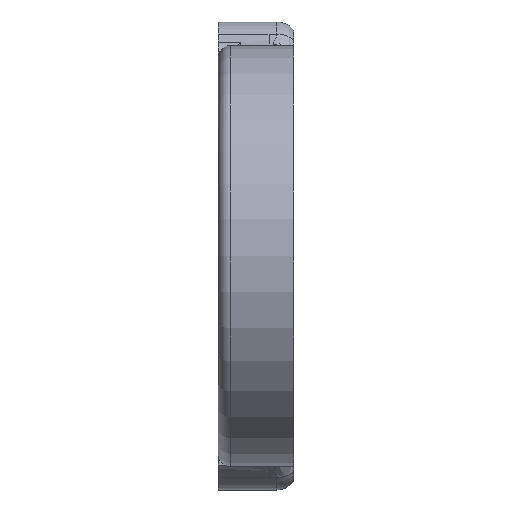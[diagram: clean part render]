
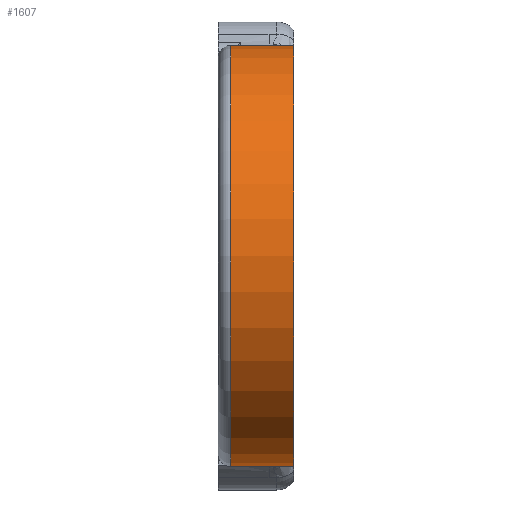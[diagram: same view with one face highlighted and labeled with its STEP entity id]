
A CAD part, left-side view. The second image highlights one B-rep face of the part: STEP entity #1607.
In plain terms, the highlighted cylindrical face has radius 17 mm (diameter 34 mm), a partial arc.
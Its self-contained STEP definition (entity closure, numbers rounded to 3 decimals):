
#54 = DIRECTION ( 'NONE',  ( 0., -1., 0. ) ) ;
#449 = CARTESIAN_POINT ( 'NONE',  ( 14.2, -38.1, 0. ) ) ;
#631 = CIRCLE ( 'NONE', #1976, 17. ) ;
#931 = LINE ( 'NONE', #4523, #2270 ) ;
#956 = ORIENTED_EDGE ( 'NONE', *, *, #4584, .F. ) ;
#1391 = CARTESIAN_POINT ( 'NONE',  ( 14.2, -43.2, 17. ) ) ;
#1466 = DIRECTION ( 'NONE',  ( 0., 0., 1. ) ) ;
#1523 = CARTESIAN_POINT ( 'NONE',  ( 14.2, -38.1, -17. ) ) ;
#1607 = ADVANCED_FACE ( 'NONE', ( #5312 ), #2925, .T. ) ;
#1705 = VERTEX_POINT ( 'NONE', #3990 ) ;
#1965 = DIRECTION ( 'NONE',  ( 0., -1., 0. ) ) ;
#1976 = AXIS2_PLACEMENT_3D ( 'NONE', #449, #54, #5616 ) ;
#1977 = AXIS2_PLACEMENT_3D ( 'NONE', #2367, #1965, #1466 ) ;
#2000 = ORIENTED_EDGE ( 'NONE', *, *, #2087, .T. ) ;
#2087 = EDGE_CURVE ( 'NONE', #3107, #2675, #631, .T. ) ;
#2093 = LINE ( 'NONE', #3552, #3092 ) ;
#2150 = VERTEX_POINT ( 'NONE', #1391 ) ;
#2270 = VECTOR ( 'NONE', #2279, 1000. ) ;
#2272 = CIRCLE ( 'NONE', #1977, 17. ) ;
#2279 = DIRECTION ( 'NONE',  ( 0., 1., 0. ) ) ;
#2367 = CARTESIAN_POINT ( 'NONE',  ( 14.2, -43.2, 0. ) ) ;
#2421 = ORIENTED_EDGE ( 'NONE', *, *, #2461, .F. ) ;
#2461 = EDGE_CURVE ( 'NONE', #1705, #2675, #931, .T. ) ;
#2637 = ORIENTED_EDGE ( 'NONE', *, *, #3936, .T. ) ;
#2675 = VERTEX_POINT ( 'NONE', #1523 ) ;
#2925 = CYLINDRICAL_SURFACE ( 'NONE', #3983, 17. ) ;
#2985 = DIRECTION ( 'NONE',  ( 0., 1., 0. ) ) ;
#3092 = VECTOR ( 'NONE', #3890, 1000. ) ;
#3107 = VERTEX_POINT ( 'NONE', #3532 ) ;
#3532 = CARTESIAN_POINT ( 'NONE',  ( 14.2, -38.1, 17. ) ) ;
#3552 = CARTESIAN_POINT ( 'NONE',  ( 14.2, -83.589, 17. ) ) ;
#3873 = DIRECTION ( 'NONE',  ( 0., 0., 1. ) ) ;
#3890 = DIRECTION ( 'NONE',  ( 0., 1., 0. ) ) ;
#3936 = EDGE_CURVE ( 'NONE', #2150, #3107, #2093, .T. ) ;
#3983 = AXIS2_PLACEMENT_3D ( 'NONE', #4326, #2985, #3873 ) ;
#3990 = CARTESIAN_POINT ( 'NONE',  ( 14.2, -43.2, -17. ) ) ;
#4326 = CARTESIAN_POINT ( 'NONE',  ( 14.2, -83.589, 0. ) ) ;
#4523 = CARTESIAN_POINT ( 'NONE',  ( 14.2, -83.589, -17. ) ) ;
#4584 = EDGE_CURVE ( 'NONE', #2150, #1705, #2272, .T. ) ;
#4999 = EDGE_LOOP ( 'NONE', ( #2421, #956, #2637, #2000 ) ) ;
#5312 = FACE_OUTER_BOUND ( 'NONE', #4999, .T. ) ;
#5616 = DIRECTION ( 'NONE',  ( 0., 0., -1. ) ) ;
